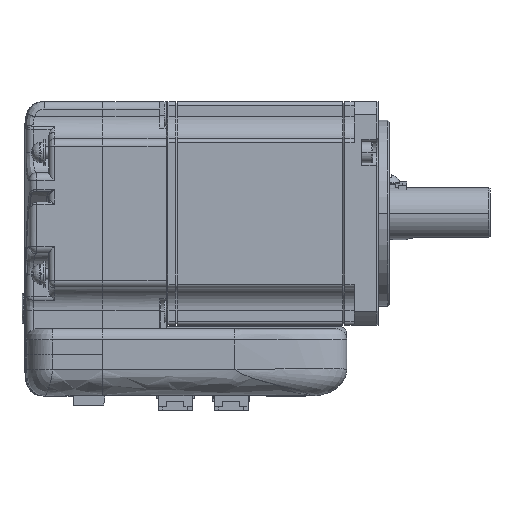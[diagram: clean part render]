
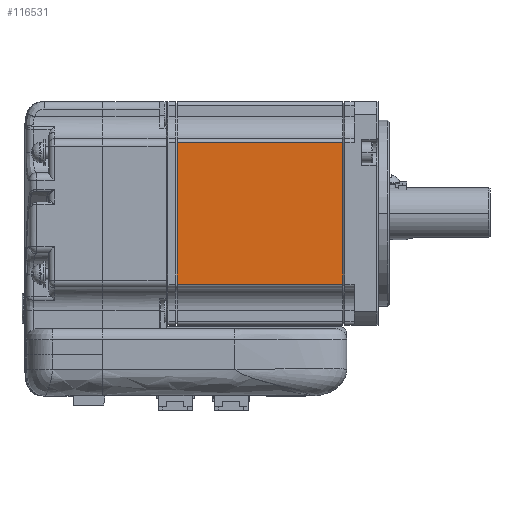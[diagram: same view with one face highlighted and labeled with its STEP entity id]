
A CAD part, top view. The second image highlights one B-rep face of the part: STEP entity #116531.
In plain terms, the highlighted face is planar.
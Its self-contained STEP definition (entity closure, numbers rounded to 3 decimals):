
#115557=CARTESIAN_POINT('',(22.128,28.84,74.75));
#115558=VERTEX_POINT('',#115557);
#115559=CARTESIAN_POINT('',(22.128,-9.16,74.75));
#115560=VERTEX_POINT('',#115559);
#115561=CARTESIAN_POINT('',(22.128,28.84,74.75));
#115562=DIRECTION('',(0.,-1.,0.));
#115563=VECTOR('',#115562,38.);
#115564=LINE('',#115561,#115563);
#115565=EDGE_CURVE('',#115558,#115560,#115564,.T.);
#115901=CARTESIAN_POINT('',(22.128,-9.16,30.25));
#115902=VERTEX_POINT('',#115901);
#115903=CARTESIAN_POINT('',(22.128,-9.16,30.25));
#115904=DIRECTION('',(0.,0.,1.));
#115905=VECTOR('',#115904,44.5);
#115906=LINE('',#115903,#115905);
#115907=EDGE_CURVE('',#115902,#115560,#115906,.T.);
#116111=CARTESIAN_POINT('',(22.128,28.84,30.25));
#116112=VERTEX_POINT('',#116111);
#116120=CARTESIAN_POINT('',(22.128,28.84,30.25));
#116121=DIRECTION('',(0.,-1.,0.));
#116122=VECTOR('',#116121,38.);
#116123=LINE('',#116120,#116122);
#116124=EDGE_CURVE('',#116112,#115902,#116123,.T.);
#116515=CARTESIAN_POINT('',(22.128,28.84,74.75));
#116516=DIRECTION('',(-1.,0.,0.));
#116517=DIRECTION('',(0.,0.,1.));
#116518=AXIS2_PLACEMENT_3D('',#116515,#116516,#116517);
#116519=PLANE('',#116518);
#116520=CARTESIAN_POINT('',(22.128,28.84,74.75));
#116521=DIRECTION('',(0.,0.,-1.));
#116522=VECTOR('',#116521,44.5);
#116523=LINE('',#116520,#116522);
#116524=EDGE_CURVE('',#115558,#116112,#116523,.T.);
#116525=ORIENTED_EDGE('',*,*,#116524,.F.);
#116526=ORIENTED_EDGE('',*,*,#115565,.T.);
#116527=ORIENTED_EDGE('',*,*,#115907,.F.);
#116528=ORIENTED_EDGE('',*,*,#116124,.F.);
#116529=EDGE_LOOP('',(#116525,#116526,#116527,#116528));
#116530=FACE_BOUND('',#116529,.T.);
#116531=ADVANCED_FACE('',(#116530),#116519,.F.);
